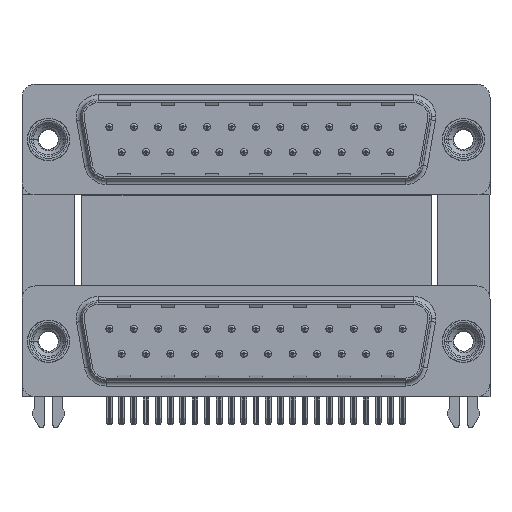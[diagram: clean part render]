
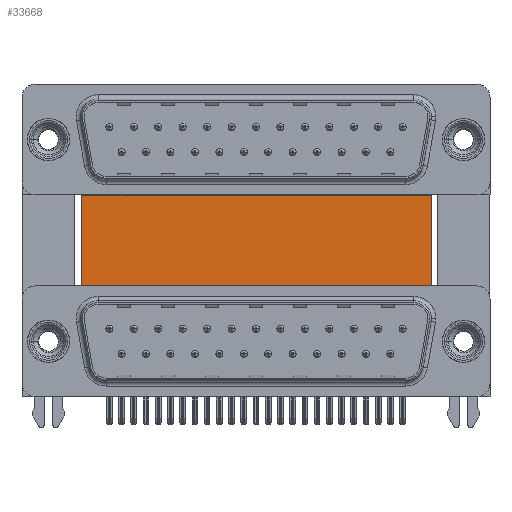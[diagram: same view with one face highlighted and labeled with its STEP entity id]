
A CAD part, top view. The second image highlights one B-rep face of the part: STEP entity #33668.
In plain terms, the highlighted planar face has unit normal (0, 0, 1).
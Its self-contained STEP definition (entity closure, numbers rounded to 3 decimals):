
#485 = LINE ( 'NONE', #16561, #21328 ) ;
#521 = CARTESIAN_POINT ( 'NONE',  ( 43.43, 16.585, -12. ) ) ;
#1678 = DIRECTION ( 'NONE',  ( -1., 0., 0. ) ) ;
#2441 = ORIENTED_EDGE ( 'NONE', *, *, #25005, .F. ) ;
#4027 = EDGE_CURVE ( 'NONE', #16608, #17807, #15906, .T. ) ;
#5465 = ORIENTED_EDGE ( 'NONE', *, *, #25979, .T. ) ;
#6353 = DIRECTION ( 'NONE',  ( 1., 0., 0. ) ) ;
#7282 = LINE ( 'NONE', #26629, #21974 ) ;
#8399 = LINE ( 'NONE', #14696, #10790 ) ;
#8904 = ORIENTED_EDGE ( 'NONE', *, *, #4027, .T. ) ;
#10790 = VECTOR ( 'NONE', #35965, 1000. ) ;
#11711 = AXIS2_PLACEMENT_3D ( 'NONE', #36124, #25363, #1678 ) ;
#11786 = DIRECTION ( 'NONE',  ( 1., 0., 0. ) ) ;
#14304 = CARTESIAN_POINT ( 'NONE',  ( 3.79, -3.735, -12. ) ) ;
#14696 = CARTESIAN_POINT ( 'NONE',  ( 43.43, 16.585, -12. ) ) ;
#15834 = EDGE_LOOP ( 'NONE', ( #8904, #20182, #2441, #5465 ) ) ;
#15906 = LINE ( 'NONE', #28753, #28293 ) ;
#16561 = CARTESIAN_POINT ( 'NONE',  ( 3.79, 16.585, -12. ) ) ;
#16608 = VERTEX_POINT ( 'NONE', #14304 ) ;
#17807 = VERTEX_POINT ( 'NONE', #33662 ) ;
#20182 = ORIENTED_EDGE ( 'NONE', *, *, #22724, .F. ) ;
#21328 = VECTOR ( 'NONE', #6353, 1000. ) ;
#21974 = VECTOR ( 'NONE', #30521, 1000. ) ;
#22359 = VERTEX_POINT ( 'NONE', #23416 ) ;
#22724 = EDGE_CURVE ( 'NONE', #42775, #17807, #8399, .T. ) ;
#23416 = CARTESIAN_POINT ( 'NONE',  ( 3.79, 16.585, -12. ) ) ;
#25005 = EDGE_CURVE ( 'NONE', #22359, #42775, #485, .T. ) ;
#25363 = DIRECTION ( 'NONE',  ( 0., 0., -1. ) ) ;
#25979 = EDGE_CURVE ( 'NONE', #22359, #16608, #7282, .T. ) ;
#26629 = CARTESIAN_POINT ( 'NONE',  ( 3.79, 16.585, -12. ) ) ;
#28293 = VECTOR ( 'NONE', #11786, 1000. ) ;
#28753 = CARTESIAN_POINT ( 'NONE',  ( 3.79, -3.735, -12. ) ) ;
#30521 = DIRECTION ( 'NONE',  ( 0., -1., 0. ) ) ;
#31658 = PLANE ( 'NONE',  #11711 ) ;
#33662 = CARTESIAN_POINT ( 'NONE',  ( 43.43, -3.735, -12. ) ) ;
#33668 = ADVANCED_FACE ( 'NONE', ( #38163 ), #31658, .F. ) ;
#35965 = DIRECTION ( 'NONE',  ( 0., -1., 0. ) ) ;
#36124 = CARTESIAN_POINT ( 'NONE',  ( 3.79, 16.585, -12. ) ) ;
#38163 = FACE_OUTER_BOUND ( 'NONE', #15834, .T. ) ;
#42775 = VERTEX_POINT ( 'NONE', #521 ) ;
